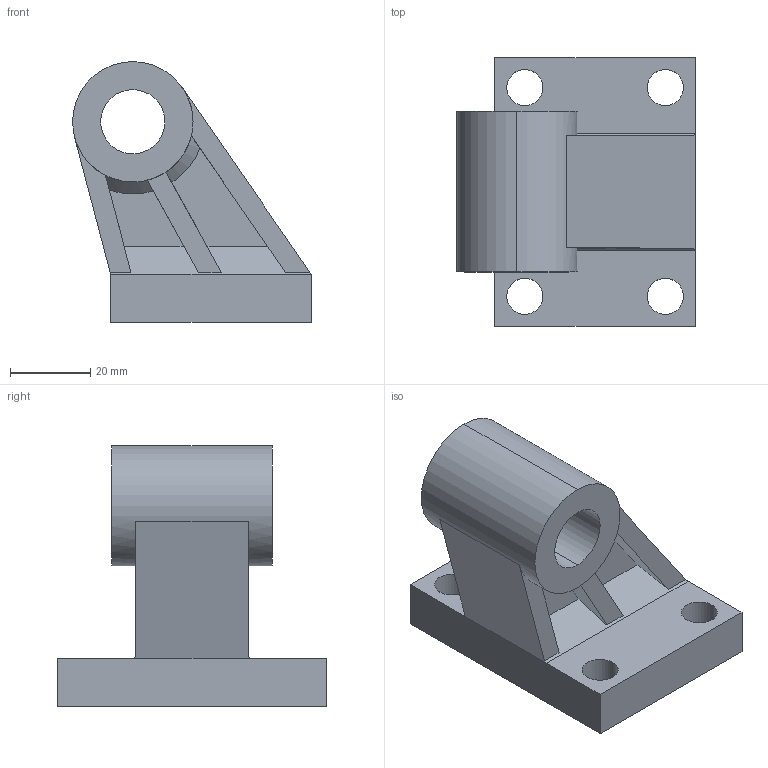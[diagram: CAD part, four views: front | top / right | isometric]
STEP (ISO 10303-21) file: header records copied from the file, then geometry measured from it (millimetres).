
FILE_DESCRIPTION (( 'STEP AP214' ), '1' );
FILE_NAME ('ÇAP 63 YER BAÐ. (CFM).STEP', '2013-12-12T13:34:26', ( '' ), ( '' ), 'SwSTEP 2.0', 'SolidWorks 2010', '' );
FILE_SCHEMA (( 'AUTOMOTIVE_DESIGN' ));
Length unit declared in the file: millimetre
Products named in the file (1): ÇAP 63 YER BAÐ. (CFM)
Bounding box: 59.5 x 67 x 65 mm (x, y, z)
Volume: 84559.9 mm3; surface area: 21040.9 mm2
Topology: 1 solids, 1 shells, 48 faces, 133 edges, 87 vertices
Faces by surface type: plane 31, cylinder 12, cone 5
Entity records: 1600 total; most frequent: CARTESIAN_POINT 293, ORIENTED_EDGE 266, DIRECTION 264, EDGE_CURVE 133, AXIS2_PLACEMENT_3D 90, VERTEX_POINT 87, VECTOR 84, LINE 84
